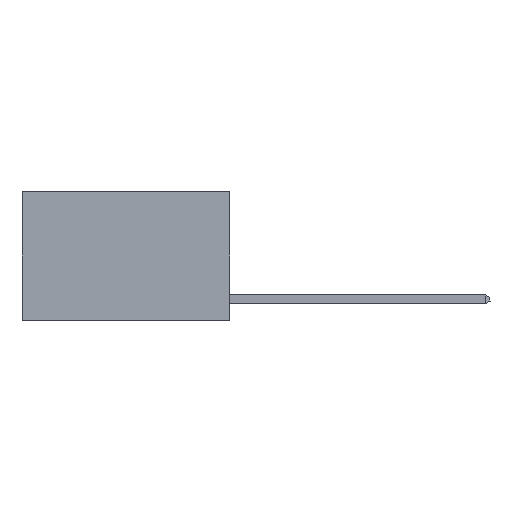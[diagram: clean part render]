
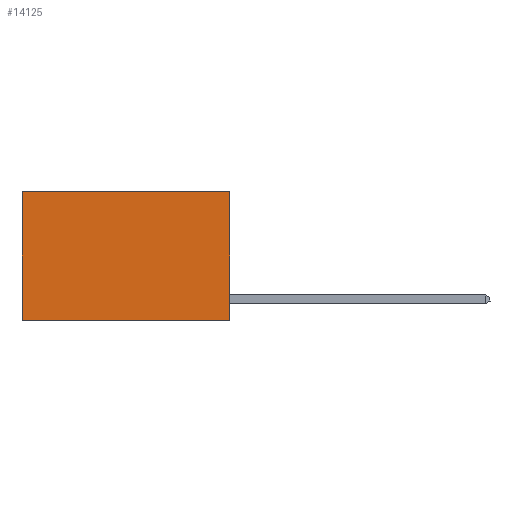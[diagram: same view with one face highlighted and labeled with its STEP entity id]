
A CAD part, left-side view. The second image highlights one B-rep face of the part: STEP entity #14125.
In plain terms, the highlighted planar face has unit normal (-1, 0, 0).
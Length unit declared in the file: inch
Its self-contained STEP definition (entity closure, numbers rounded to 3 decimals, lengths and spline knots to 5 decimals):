
#416 = CARTESIAN_POINT ( 'NONE',  ( 0.2625, 0., 0. ) ) ;
#1167 = LINE ( 'NONE', #10287, #6618 ) ;
#2058 = DIRECTION ( 'NONE',  ( 0., 0., -1. ) ) ;
#2059 = DIRECTION ( 'NONE',  ( 0., 1., 0. ) ) ;
#2189 = LINE ( 'NONE', #6166, #7600 ) ;
#2316 = AXIS2_PLACEMENT_3D ( 'NONE', #24281, #14192, #2058 ) ;
#2670 = EDGE_CURVE ( 'NONE', #5449, #4734, #2189, .T. ) ;
#2800 = EDGE_CURVE ( 'NONE', #20324, #14443, #9806, .T. ) ;
#3379 = EDGE_CURVE ( 'NONE', #20324, #5449, #1167, .T. ) ;
#4734 = VERTEX_POINT ( 'NONE', #24886 ) ;
#5433 = FACE_OUTER_BOUND ( 'NONE', #26215, .T. ) ;
#5449 = VERTEX_POINT ( 'NONE', #7620 ) ;
#6166 = CARTESIAN_POINT ( 'NONE',  ( 0.2625, 0., -0.37 ) ) ;
#6618 = VECTOR ( 'NONE', #14426, 39.37008 ) ;
#7600 = VECTOR ( 'NONE', #2059, 39.37008 ) ;
#7620 = CARTESIAN_POINT ( 'NONE',  ( 0.2625, 0., -0.37 ) ) ;
#9175 = VECTOR ( 'NONE', #20736, 39.37008 ) ;
#9806 = LINE ( 'NONE', #416, #9175 ) ;
#10287 = CARTESIAN_POINT ( 'NONE',  ( 0.2625, 0., 0. ) ) ;
#11685 = DIRECTION ( 'NONE',  ( 0., 0., -1. ) ) ;
#12608 = ORIENTED_EDGE ( 'NONE', *, *, #2670, .F. ) ;
#12634 = CARTESIAN_POINT ( 'NONE',  ( 0.2625, 0.6, 0. ) ) ;
#13524 = VECTOR ( 'NONE', #11685, 39.37008 ) ;
#14125 = ADVANCED_FACE ( 'NONE', ( #5433 ), #22234, .F. ) ;
#14192 = DIRECTION ( 'NONE',  ( 1., 0., 0. ) ) ;
#14426 = DIRECTION ( 'NONE',  ( 0., 0., -1. ) ) ;
#14443 = VERTEX_POINT ( 'NONE', #12634 ) ;
#15967 = EDGE_CURVE ( 'NONE', #14443, #4734, #23059, .T. ) ;
#17639 = ORIENTED_EDGE ( 'NONE', *, *, #15967, .T. ) ;
#18162 = ORIENTED_EDGE ( 'NONE', *, *, #2800, .T. ) ;
#20324 = VERTEX_POINT ( 'NONE', #24078 ) ;
#20736 = DIRECTION ( 'NONE',  ( 0., 1., 0. ) ) ;
#22234 = PLANE ( 'NONE',  #2316 ) ;
#22334 = ORIENTED_EDGE ( 'NONE', *, *, #3379, .F. ) ;
#23059 = LINE ( 'NONE', #25830, #13524 ) ;
#24078 = CARTESIAN_POINT ( 'NONE',  ( 0.2625, 0., 0. ) ) ;
#24281 = CARTESIAN_POINT ( 'NONE',  ( 0.2625, 0., 0. ) ) ;
#24886 = CARTESIAN_POINT ( 'NONE',  ( 0.2625, 0.6, -0.37 ) ) ;
#25830 = CARTESIAN_POINT ( 'NONE',  ( 0.2625, 0.6, 0. ) ) ;
#26215 = EDGE_LOOP ( 'NONE', ( #17639, #12608, #22334, #18162 ) ) ;
